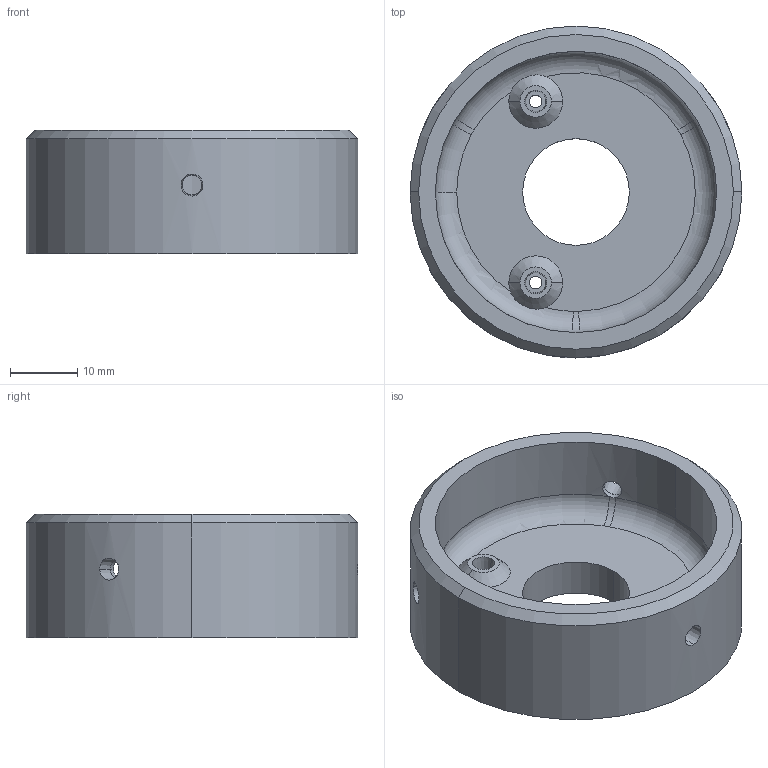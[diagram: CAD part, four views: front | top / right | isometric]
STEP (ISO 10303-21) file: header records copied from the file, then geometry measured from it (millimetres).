
FILE_DESCRIPTION (( 'STEP AP214' ), '1' );
FILE_NAME ('Cabin Pressure Stepper Mount.STEP', '2021-05-13T07:55:32', ( '' ), ( '' ), 'SwSTEP 2.0', 'SolidWorks 2019', '' );
FILE_SCHEMA (( 'AUTOMOTIVE_DESIGN' ));
Length unit declared in the file: inch
Products named in the file (1): Cabin Pressure Stepper Mount
Bounding box: 49.4 x 49.4 x 18.35 mm (x, y, z)
Volume: 16661.3 mm3; surface area: 8124.1 mm2
Topology: 1 solids, 1 shells, 49 faces, 123 edges, 79 vertices
Faces by surface type: cylinder 16, cone 16, plane 10, torus 4, bspline 3
Entity records: 1882 total; most frequent: CARTESIAN_POINT 635, DIRECTION 262, ORIENTED_EDGE 246, EDGE_CURVE 123, AXIS2_PLACEMENT_3D 115, VERTEX_POINT 79, CIRCLE 68, EDGE_LOOP 64
